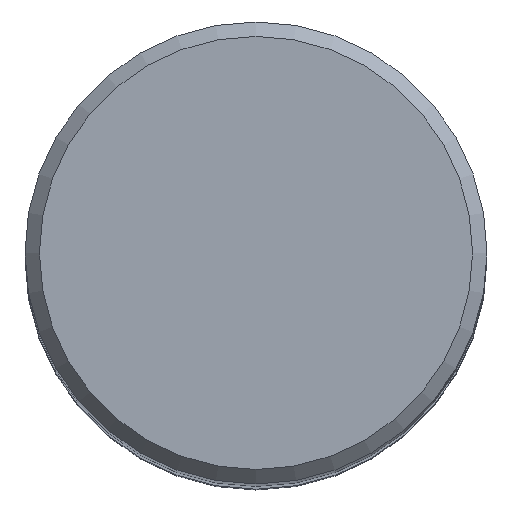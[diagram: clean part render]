
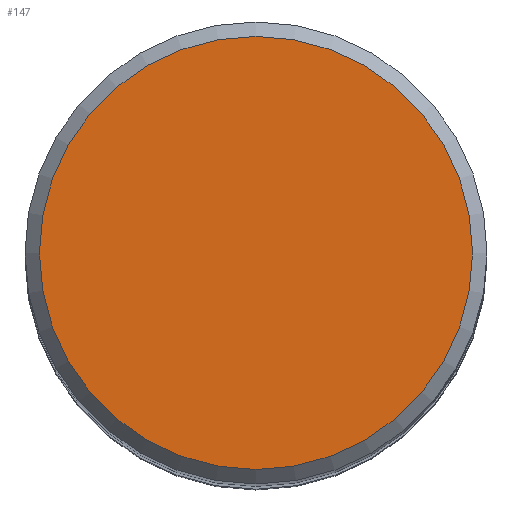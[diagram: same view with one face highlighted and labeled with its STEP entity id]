
A CAD part, top view. The second image highlights one B-rep face of the part: STEP entity #147.
In plain terms, the highlighted planar face has unit normal (0, 0, 1).
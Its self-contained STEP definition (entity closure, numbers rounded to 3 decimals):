
#18 = PLANE ( 'NONE',  #126 ) ;
#24 = VERTEX_POINT ( 'NONE', #100 ) ;
#25 = AXIS2_PLACEMENT_3D ( 'NONE', #230, #130, #132 ) ;
#34 = DIRECTION ( 'NONE',  ( 0., 0., -1. ) ) ;
#100 = CARTESIAN_POINT ( 'NONE',  ( 0., 7.5, 120. ) ) ;
#103 = EDGE_CURVE ( 'NONE', #24, #24, #179, .T. ) ;
#109 = DIRECTION ( 'NONE',  ( 0., 1., 0. ) ) ;
#126 = AXIS2_PLACEMENT_3D ( 'NONE', #215, #34, #109 ) ;
#130 = DIRECTION ( 'NONE',  ( 0., 0., -1. ) ) ;
#132 = DIRECTION ( 'NONE',  ( 0., 1., 0. ) ) ;
#140 = ORIENTED_EDGE ( 'NONE', *, *, #103, .F. ) ;
#147 = ADVANCED_FACE ( 'NONE', ( #211 ), #18, .F. ) ;
#179 = CIRCLE ( 'NONE', #25, 7.5 ) ;
#203 = EDGE_LOOP ( 'NONE', ( #140 ) ) ;
#211 = FACE_OUTER_BOUND ( 'NONE', #203, .T. ) ;
#215 = CARTESIAN_POINT ( 'NONE',  ( 0., 0., 120. ) ) ;
#230 = CARTESIAN_POINT ( 'NONE',  ( 0., 0., 120. ) ) ;
